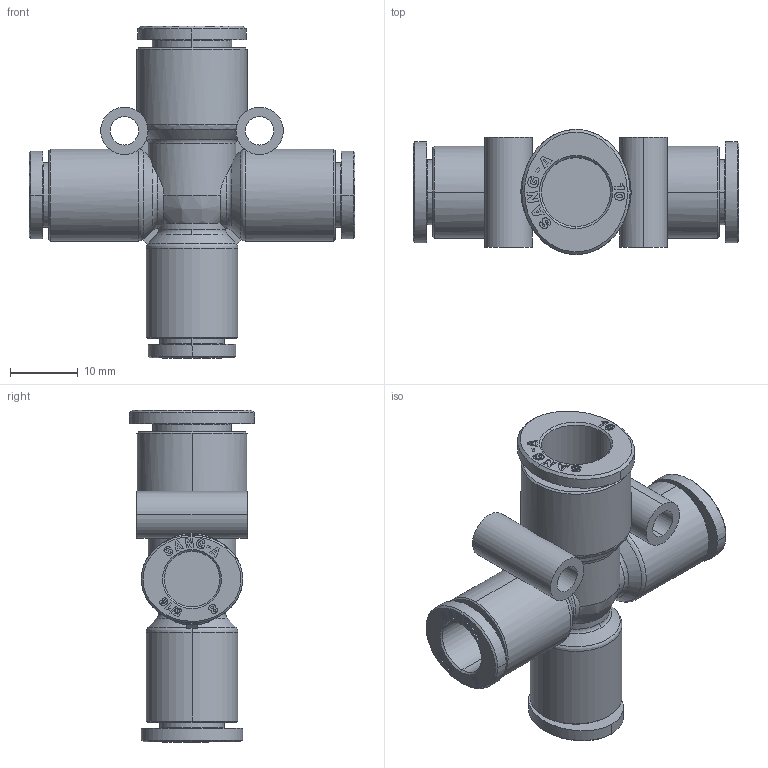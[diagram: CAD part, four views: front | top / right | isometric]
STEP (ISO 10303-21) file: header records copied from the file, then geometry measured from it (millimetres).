
FILE_DESCRIPTION (( 'STEP AP214' ), '1' );
FILE_NAME ('PZA31-10-08.stp', '2015-08-24T09:31:37', ( '' ), ( '' ), 'SwSTEP 2.0', 'SolidWorks 2015', '' );
FILE_SCHEMA (( 'AUTOMOTIVE_DESIGN' ));
Length unit declared in the file: millimetre
Products named in the file (2): ｦ+ﾃｦ2; PZA31-10-08
Assembly tree (1 placements, depth 2):
  PZA31-10-08
    ｦ+ﾃｦ2
Bounding box: 48.2 x 18.5 x 49.1 mm (x, y, z)
Volume: 9052.8 mm3; surface area: 7992.3 mm2
Topology: 1 solids, 1 shells, 1620 faces, 4623 edges, 3076 vertices
Faces by surface type: plane 1405, bspline 107, cylinder 64, cone 33, torus 11
Entity records: 56362 total; most frequent: CARTESIAN_POINT 14157, ORIENTED_EDGE 9246, DIRECTION 7523, EDGE_CURVE 4623, VECTOR 4103, LINE 4103, VERTEX_POINT 3076, AXIS2_PLACEMENT_3D 1710
